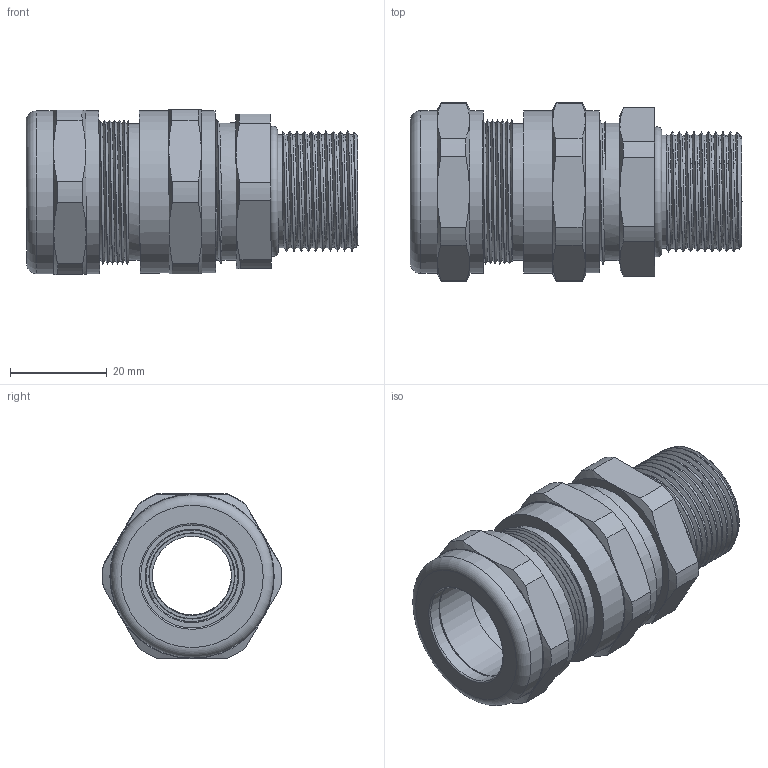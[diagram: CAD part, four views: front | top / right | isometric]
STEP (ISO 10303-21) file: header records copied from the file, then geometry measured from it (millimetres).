
FILE_DESCRIPTION(/* description */ ('RST-Gamma-X-Universal M25'),/* implementation_level */ '2;1');
FILE_NAME(/* name */ 'KBAU2M25-RST.stp',/* time_stamp */ '2020-03-26T09:28:25+01:00',/* author */ ('sl'),/* organization */ (''),/* preprocessor_version */ 'ST-DEVELOPER v16.5',/* originating_system */ 'Autodesk Inventor 2017',/* authorisation */ '');
FILE_SCHEMA (('AUTOMOTIVE_DESIGN { 1 0 10303 214 3 1 1 }'));
Length unit declared in the file: millimetre
Products named in the file (11): KBAU2M25; KBAU2M25_1; KBAU2M25_2; KBAU2M25_3; KBAU2M25_4; KBAU2M25_5; KBAU2M25_6; KBAU2M25_7; KBAU2M25_8; KBAU2M25_9; KBAU2M25_10
Assembly tree (10 placements, depth 2):
  KBAU2M25
    KBAU2M25_1
    KBAU2M25_2
    KBAU2M25_3
    KBAU2M25_4
    KBAU2M25_5
    KBAU2M25_6
    KBAU2M25_7
    KBAU2M25_8
    KBAU2M25_9
    KBAU2M25_10
Bounding box: 68.68 x 36.99 x 34.14 mm (x, y, z)
Volume: 29396.6 mm3; surface area: 30253.4 mm2
Topology: 11 solids, 11 shells, 306 faces, 695 edges, 429 vertices
Faces by surface type: cylinder 116, plane 66, cone 49, torus 38, bspline 29, sphere 8
Full cylindrical faces by diameter (mm): 16.34 x1, 16.4 x1, 16.66 x1, 18.96 x1, 19.3 x1, 20 x1, 21 x1, 21.28 x1, 21.44 x1, 21.85 x1, 22.56 x3, 22.6 x1, 23.358 x10, 23.53 x2, 23.58 x2, 24.31 x2, 24.42 x2, 24.44 x2, 25.44 x1, 25.58 x1, 26.95 x1, 27.4 x1, 28.278 x1, 28.378 x6, 28.54 x5, 31.1 x1, 31.22 x2, 33.5 x1, 33.57 x1, 33.69 x2
Entity records: 15881 total; most frequent: CARTESIAN_POINT 9889, DIRECTION 1205, ORIENTED_EDGE 1078, EDGE_CURVE 539, AXIS2_PLACEMENT_3D 530, EDGE_LOOP 402, VERTEX_POINT 375, FACE_OUTER_BOUND 284
